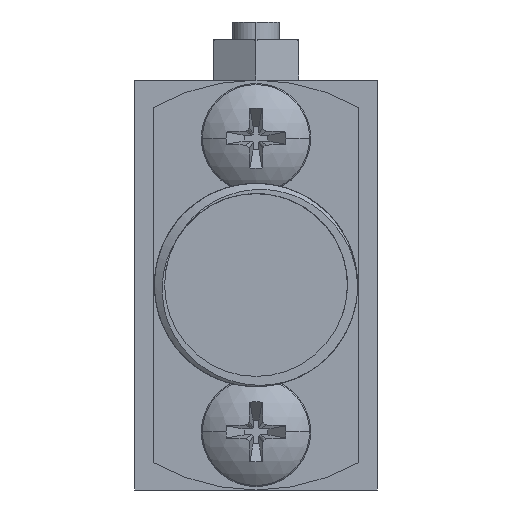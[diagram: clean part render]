
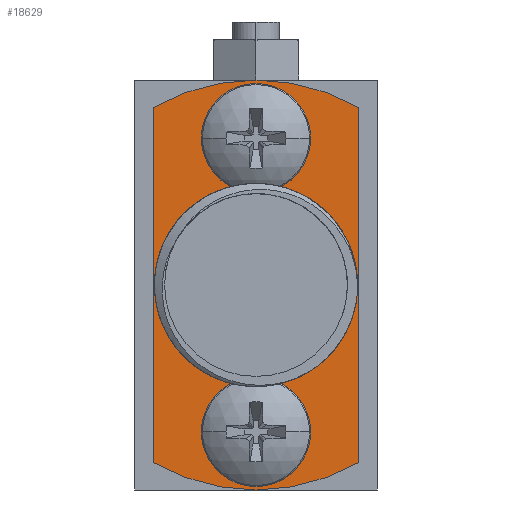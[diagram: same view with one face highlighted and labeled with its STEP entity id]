
A CAD part, left-side view. The second image highlights one B-rep face of the part: STEP entity #18629.
In plain terms, the highlighted planar face has unit normal (-1, 0, 0).
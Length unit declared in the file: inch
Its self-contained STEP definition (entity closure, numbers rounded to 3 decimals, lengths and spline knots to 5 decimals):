
#81 = CIRCLE ( 'NONE', #21306, 0.05906 ) ;
#133 = VERTEX_POINT ( 'NONE', #17856 ) ;
#215 = CARTESIAN_POINT ( 'NONE',  ( -0.87402, 0., 0.16929 ) ) ;
#1201 = DIRECTION ( 'NONE',  ( 0., 0., 1. ) ) ;
#1291 = EDGE_CURVE ( 'NONE', #17923, #18398, #18297, .T. ) ;
#1602 = CARTESIAN_POINT ( 'NONE',  ( -0.87402, 0., 0. ) ) ;
#1605 = VERTEX_POINT ( 'NONE', #27697 ) ;
#2012 = AXIS2_PLACEMENT_3D ( 'NONE', #4930, #15040, #27221 ) ;
#2274 = CARTESIAN_POINT ( 'NONE',  ( -0.87402, 0.11811, -0.20457 ) ) ;
#3683 = CARTESIAN_POINT ( 'NONE',  ( -0.87402, -0.05906, -0.16929 ) ) ;
#3712 = ORIENTED_EDGE ( 'NONE', *, *, #5440, .F. ) ;
#3727 = CIRCLE ( 'NONE', #12276, 0.05906 ) ;
#3728 = CARTESIAN_POINT ( 'NONE',  ( -0.87402, 0., 0. ) ) ;
#4488 = VERTEX_POINT ( 'NONE', #14207 ) ;
#4930 = CARTESIAN_POINT ( 'NONE',  ( -0.87402, 0., 0.16929 ) ) ;
#5440 = EDGE_CURVE ( 'NONE', #4488, #20631, #15037, .T. ) ;
#5608 = AXIS2_PLACEMENT_3D ( 'NONE', #19315, #16496, #21713 ) ;
#7540 = ORIENTED_EDGE ( 'NONE', *, *, #24267, .F. ) ;
#8084 = ORIENTED_EDGE ( 'NONE', *, *, #11244, .F. ) ;
#8280 = VERTEX_POINT ( 'NONE', #16448 ) ;
#8448 = CIRCLE ( 'NONE', #17953, 0.23622 ) ;
#8884 = DIRECTION ( 'NONE',  ( 0., 1., 0. ) ) ;
#9921 = EDGE_CURVE ( 'NONE', #1605, #30719, #29078, .T. ) ;
#10678 = EDGE_LOOP ( 'NONE', ( #15797, #7540, #17804, #8084 ) ) ;
#11244 = EDGE_CURVE ( 'NONE', #18398, #31081, #20485, .T. ) ;
#12276 = AXIS2_PLACEMENT_3D ( 'NONE', #215, #25336, #22508 ) ;
#12799 = AXIS2_PLACEMENT_3D ( 'NONE', #15627, #25812, #28759 ) ;
#12953 = EDGE_LOOP ( 'NONE', ( #31087, #27234 ) ) ;
#14207 = CARTESIAN_POINT ( 'NONE',  ( -0.87402, -0.10531, 0. ) ) ;
#14539 = CARTESIAN_POINT ( 'NONE',  ( -0.87402, 0.10531, 0. ) ) ;
#14639 = VERTEX_POINT ( 'NONE', #3683 ) ;
#14681 = EDGE_CURVE ( 'NONE', #14639, #8280, #16181, .T. ) ;
#14864 = CARTESIAN_POINT ( 'NONE',  ( -0.87402, -0.11811, -0.20457 ) ) ;
#15037 = CIRCLE ( 'NONE', #17124, 0.10531 ) ;
#15040 = DIRECTION ( 'NONE',  ( -1., 0., 0. ) ) ;
#15136 = VECTOR ( 'NONE', #15850, 39.37008 ) ;
#15202 = DIRECTION ( 'NONE',  ( -1., 0., 0. ) ) ;
#15509 = CARTESIAN_POINT ( 'NONE',  ( -0.87402, 0., 0. ) ) ;
#15627 = CARTESIAN_POINT ( 'NONE',  ( -0.87402, 0., 0. ) ) ;
#15646 = EDGE_CURVE ( 'NONE', #8280, #14639, #81, .T. ) ;
#15781 = ORIENTED_EDGE ( 'NONE', *, *, #25464, .F. ) ;
#15797 = ORIENTED_EDGE ( 'NONE', *, *, #1291, .F. ) ;
#15850 = DIRECTION ( 'NONE',  ( 0., 0., -1. ) ) ;
#15924 = CARTESIAN_POINT ( 'NONE',  ( -0.87402, -0.11811, 0.20457 ) ) ;
#16181 = CIRCLE ( 'NONE', #22636, 0.05906 ) ;
#16448 = CARTESIAN_POINT ( 'NONE',  ( -0.87402, 0.05906, -0.16929 ) ) ;
#16496 = DIRECTION ( 'NONE',  ( 1., 0., 0. ) ) ;
#17045 = CARTESIAN_POINT ( 'NONE',  ( -0.87402, 0.11811, -0.20457 ) ) ;
#17124 = AXIS2_PLACEMENT_3D ( 'NONE', #15509, #15202, #25390 ) ;
#17804 = ORIENTED_EDGE ( 'NONE', *, *, #24724, .F. ) ;
#17856 = CARTESIAN_POINT ( 'NONE',  ( -0.87402, 0.11811, 0.20457 ) ) ;
#17923 = VERTEX_POINT ( 'NONE', #15924 ) ;
#17953 = AXIS2_PLACEMENT_3D ( 'NONE', #1602, #30021, #21912 ) ;
#18297 = LINE ( 'NONE', #31478, #15136 ) ;
#18398 = VERTEX_POINT ( 'NONE', #14864 ) ;
#18629 = ADVANCED_FACE ( 'NONE', ( #26329, #24176, #28775, #23841 ), #21351, .F. ) ;
#18630 = CARTESIAN_POINT ( 'NONE',  ( -0.87402, 0., -0.16929 ) ) ;
#19112 = EDGE_LOOP ( 'NONE', ( #15781, #3712 ) ) ;
#19315 = CARTESIAN_POINT ( 'NONE',  ( -0.87402, 0., 0. ) ) ;
#20068 = DIRECTION ( 'NONE',  ( 0., 0., 1. ) ) ;
#20485 = CIRCLE ( 'NONE', #5608, 0.23622 ) ;
#20631 = VERTEX_POINT ( 'NONE', #14539 ) ;
#21306 = AXIS2_PLACEMENT_3D ( 'NONE', #18630, #29154, #8884 ) ;
#21351 = PLANE ( 'NONE',  #26290 ) ;
#21713 = DIRECTION ( 'NONE',  ( 0., -0.5, -0.866 ) ) ;
#21912 = DIRECTION ( 'NONE',  ( 0., 0.5, 0.866 ) ) ;
#22508 = DIRECTION ( 'NONE',  ( 0., 1., 0. ) ) ;
#22636 = AXIS2_PLACEMENT_3D ( 'NONE', #27198, #24706, #24552 ) ;
#22872 = CIRCLE ( 'NONE', #12799, 0.10531 ) ;
#23841 = FACE_OUTER_BOUND ( 'NONE', #10678, .T. ) ;
#23912 = EDGE_CURVE ( 'NONE', #30719, #1605, #3727, .T. ) ;
#24176 = FACE_BOUND ( 'NONE', #28919, .T. ) ;
#24267 = EDGE_CURVE ( 'NONE', #133, #17923, #8448, .T. ) ;
#24552 = DIRECTION ( 'NONE',  ( 0., -1., 0. ) ) ;
#24706 = DIRECTION ( 'NONE',  ( -1., 0., 0. ) ) ;
#24724 = EDGE_CURVE ( 'NONE', #31081, #133, #25100, .T. ) ;
#25100 = LINE ( 'NONE', #2274, #28616 ) ;
#25336 = DIRECTION ( 'NONE',  ( -1., 0., 0. ) ) ;
#25390 = DIRECTION ( 'NONE',  ( 0., -1., 0. ) ) ;
#25464 = EDGE_CURVE ( 'NONE', #20631, #4488, #22872, .T. ) ;
#25812 = DIRECTION ( 'NONE',  ( -1., 0., 0. ) ) ;
#26290 = AXIS2_PLACEMENT_3D ( 'NONE', #3728, #29138, #1201 ) ;
#26329 = FACE_BOUND ( 'NONE', #12953, .T. ) ;
#26406 = CARTESIAN_POINT ( 'NONE',  ( -0.87402, 0.05906, 0.16929 ) ) ;
#26608 = ORIENTED_EDGE ( 'NONE', *, *, #15646, .F. ) ;
#26641 = ORIENTED_EDGE ( 'NONE', *, *, #14681, .F. ) ;
#27198 = CARTESIAN_POINT ( 'NONE',  ( -0.87402, 0., -0.16929 ) ) ;
#27221 = DIRECTION ( 'NONE',  ( 0., -1., 0. ) ) ;
#27234 = ORIENTED_EDGE ( 'NONE', *, *, #9921, .F. ) ;
#27697 = CARTESIAN_POINT ( 'NONE',  ( -0.87402, -0.05906, 0.16929 ) ) ;
#28616 = VECTOR ( 'NONE', #20068, 39.37008 ) ;
#28759 = DIRECTION ( 'NONE',  ( 0., 1., 0. ) ) ;
#28775 = FACE_BOUND ( 'NONE', #19112, .T. ) ;
#28919 = EDGE_LOOP ( 'NONE', ( #26608, #26641 ) ) ;
#29078 = CIRCLE ( 'NONE', #2012, 0.05906 ) ;
#29138 = DIRECTION ( 'NONE',  ( 1., 0., 0. ) ) ;
#29154 = DIRECTION ( 'NONE',  ( -1., 0., 0. ) ) ;
#30021 = DIRECTION ( 'NONE',  ( 1., 0., 0. ) ) ;
#30719 = VERTEX_POINT ( 'NONE', #26406 ) ;
#31081 = VERTEX_POINT ( 'NONE', #17045 ) ;
#31087 = ORIENTED_EDGE ( 'NONE', *, *, #23912, .F. ) ;
#31478 = CARTESIAN_POINT ( 'NONE',  ( -0.87402, -0.11811, 0.20457 ) ) ;
